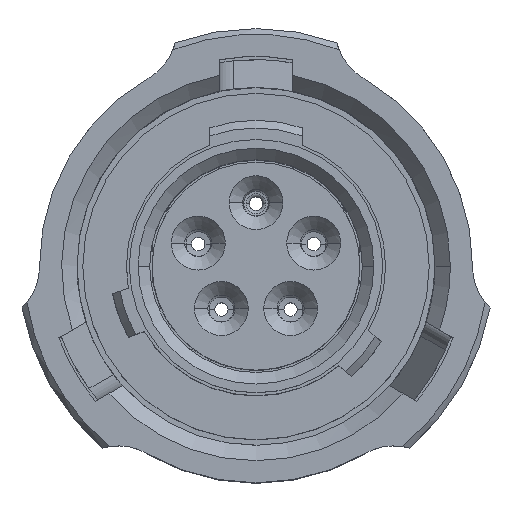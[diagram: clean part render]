
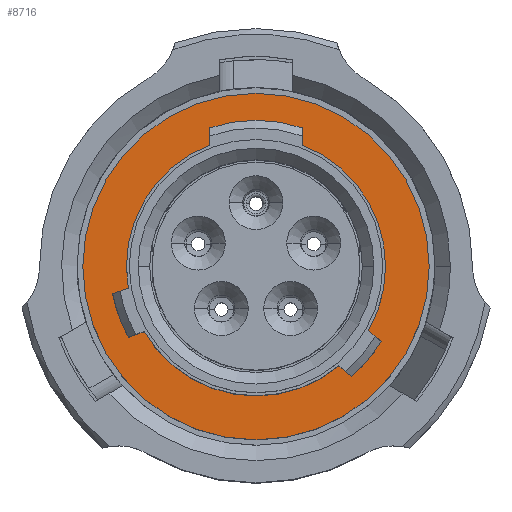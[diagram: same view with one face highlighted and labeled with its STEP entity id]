
A CAD part, top view. The second image highlights one B-rep face of the part: STEP entity #8716.
In plain terms, the highlighted planar face has unit normal (0, 0, 1).
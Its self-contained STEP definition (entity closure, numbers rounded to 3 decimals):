
#397 = DIRECTION ( 'NONE',  ( 1., 0., 0. ) ) ;
#486 = VERTEX_POINT ( 'NONE', #6727 ) ;
#717 = DIRECTION ( 'NONE',  ( 1., 0., 0. ) ) ;
#1016 = AXIS2_PLACEMENT_3D ( 'NONE', #17239, #8777, #397 ) ;
#1494 = PLANE ( 'NONE',  #7352 ) ;
#1878 = EDGE_LOOP ( 'NONE', ( #9853, #11755 ) ) ;
#2757 = VERTEX_POINT ( 'NONE', #12747 ) ;
#3423 = EDGE_CURVE ( 'NONE', #4883, #486, #13928, .T. ) ;
#3442 = ORIENTED_EDGE ( 'NONE', *, *, #14061, .F. ) ;
#3636 = CARTESIAN_POINT ( 'NONE',  ( 0., 0., -6.6 ) ) ;
#3731 = FACE_BOUND ( 'NONE', #10259, .T. ) ;
#3993 = CIRCLE ( 'NONE', #15034, 3.29 ) ;
#4106 = VERTEX_POINT ( 'NONE', #8917 ) ;
#4150 = EDGE_CURVE ( 'NONE', #486, #4883, #12484, .T. ) ;
#4389 = DIRECTION ( 'NONE',  ( 0., 0., -1. ) ) ;
#4883 = VERTEX_POINT ( 'NONE', #8255 ) ;
#4967 = CARTESIAN_POINT ( 'NONE',  ( 0., 0., -6.6 ) ) ;
#5051 = DIRECTION ( 'NONE',  ( 1., 0., 0. ) ) ;
#5082 = AXIS2_PLACEMENT_3D ( 'NONE', #4967, #14806, #6364 ) ;
#6364 = DIRECTION ( 'NONE',  ( 1., 0., 0. ) ) ;
#6727 = CARTESIAN_POINT ( 'NONE',  ( 4.5, 0., -6.6 ) ) ;
#7352 = AXIS2_PLACEMENT_3D ( 'NONE', #12817, #4389, #14218 ) ;
#7443 = FACE_OUTER_BOUND ( 'NONE', #1878, .T. ) ;
#7997 = EDGE_CURVE ( 'NONE', #2757, #4106, #15042, .T. ) ;
#8255 = CARTESIAN_POINT ( 'NONE',  ( -4.5, 0., -6.6 ) ) ;
#8716 = ADVANCED_FACE ( 'NONE', ( #3731, #7443 ), #1494, .F. ) ;
#8777 = DIRECTION ( 'NONE',  ( 0., 0., 1. ) ) ;
#8917 = CARTESIAN_POINT ( 'NONE',  ( -3.29, 0., -6.6 ) ) ;
#9096 = DIRECTION ( 'NONE',  ( 0., 0., 1. ) ) ;
#9853 = ORIENTED_EDGE ( 'NONE', *, *, #4150, .T. ) ;
#10259 = EDGE_LOOP ( 'NONE', ( #11637, #3442 ) ) ;
#11637 = ORIENTED_EDGE ( 'NONE', *, *, #7997, .F. ) ;
#11755 = ORIENTED_EDGE ( 'NONE', *, *, #3423, .T. ) ;
#12484 = CIRCLE ( 'NONE', #12810, 4.5 ) ;
#12747 = CARTESIAN_POINT ( 'NONE',  ( 3.29, 0., -6.6 ) ) ;
#12810 = AXIS2_PLACEMENT_3D ( 'NONE', #17545, #9096, #717 ) ;
#12817 = CARTESIAN_POINT ( 'NONE',  ( 0., 3.29, -6.6 ) ) ;
#13491 = DIRECTION ( 'NONE',  ( 0., 0., 1. ) ) ;
#13928 = CIRCLE ( 'NONE', #5082, 4.5 ) ;
#14061 = EDGE_CURVE ( 'NONE', #4106, #2757, #3993, .T. ) ;
#14218 = DIRECTION ( 'NONE',  ( -1., 0., 0. ) ) ;
#14806 = DIRECTION ( 'NONE',  ( 0., 0., 1. ) ) ;
#15034 = AXIS2_PLACEMENT_3D ( 'NONE', #3636, #13491, #5051 ) ;
#15042 = CIRCLE ( 'NONE', #1016, 3.29 ) ;
#17239 = CARTESIAN_POINT ( 'NONE',  ( 0., 0., -6.6 ) ) ;
#17545 = CARTESIAN_POINT ( 'NONE',  ( 0., 0., -6.6 ) ) ;
